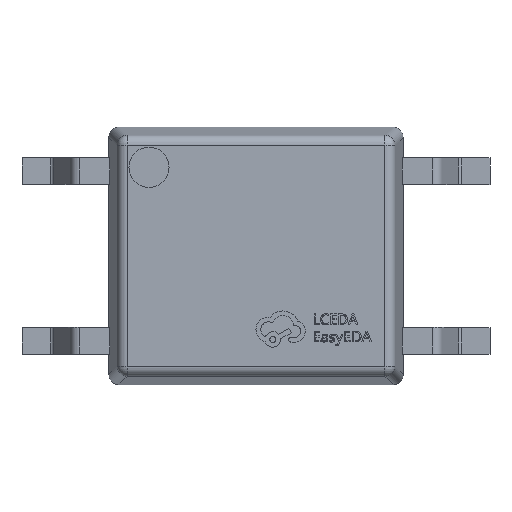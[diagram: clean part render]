
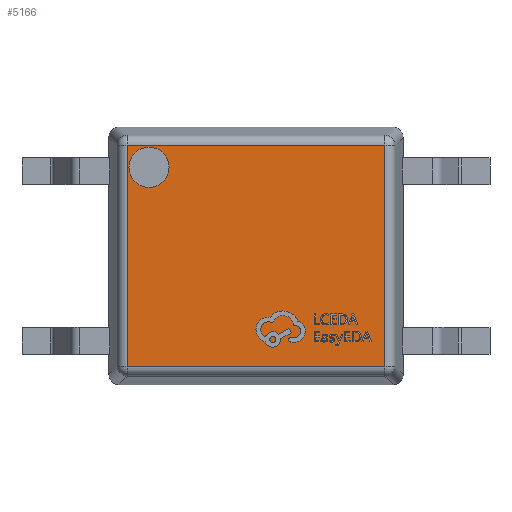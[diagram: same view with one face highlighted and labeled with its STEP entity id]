
A CAD part, top view. The second image highlights one B-rep face of the part: STEP entity #5166.
In plain terms, the highlighted planar face has unit normal (0, 0, 1).
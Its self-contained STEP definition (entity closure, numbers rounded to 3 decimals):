
#44 = CIRCLE ( 'NONE', #7669, 0.3 ) ;
#78 = AXIS2_PLACEMENT_3D ( 'NONE', #4228, #1262, #7312 ) ;
#563 = LINE ( 'NONE', #3422, #2545 ) ;
#1262 = DIRECTION ( 'NONE',  ( 0., 0., 1. ) ) ;
#1352 = CARTESIAN_POINT ( 'NONE',  ( -1.929, -1.654, 2. ) ) ;
#1795 = DIRECTION ( 'NONE',  ( 1., 0., 0. ) ) ;
#2424 = VERTEX_POINT ( 'NONE', #17273 ) ;
#2545 = VECTOR ( 'NONE', #7560, 1000. ) ;
#2777 = ORIENTED_EDGE ( 'NONE', *, *, #12637, .T. ) ;
#3351 = EDGE_CURVE ( 'NONE', #18893, #8962, #9354, .T. ) ;
#3422 = CARTESIAN_POINT ( 'NONE',  ( 1.929, 1.784, 2. ) ) ;
#4228 = CARTESIAN_POINT ( 'NONE',  ( -1.6, 1.325, 2. ) ) ;
#4640 = VECTOR ( 'NONE', #1795, 1000. ) ;
#5162 = EDGE_CURVE ( 'NONE', #8217, #9018, #15626, .T. ) ;
#5166 = ADVANCED_FACE ( 'NONE', ( #8763, #14541 ), #16179, .T. ) ;
#5763 = CARTESIAN_POINT ( 'NONE',  ( -1.3, 1.325, 2. ) ) ;
#5857 = CARTESIAN_POINT ( 'NONE',  ( -1.9, 1.325, 2. ) ) ;
#6176 = DIRECTION ( 'NONE',  ( -1., 0., 0. ) ) ;
#6224 = LINE ( 'NONE', #16072, #4640 ) ;
#6239 = EDGE_CURVE ( 'NONE', #2424, #18893, #563, .T. ) ;
#6658 = ORIENTED_EDGE ( 'NONE', *, *, #3351, .T. ) ;
#6752 = ORIENTED_EDGE ( 'NONE', *, *, #5162, .F. ) ;
#6764 = CARTESIAN_POINT ( 'NONE',  ( -1.929, 1.654, 2. ) ) ;
#7312 = DIRECTION ( 'NONE',  ( 1., 0., 0. ) ) ;
#7560 = DIRECTION ( 'NONE',  ( 0., 1., 0. ) ) ;
#7669 = AXIS2_PLACEMENT_3D ( 'NONE', #16517, #10896, #15167 ) ;
#8217 = VERTEX_POINT ( 'NONE', #5857 ) ;
#8763 = FACE_BOUND ( 'NONE', #11213, .T. ) ;
#8962 = VERTEX_POINT ( 'NONE', #6764 ) ;
#9018 = VERTEX_POINT ( 'NONE', #5763 ) ;
#9354 = LINE ( 'NONE', #14836, #18062 ) ;
#10150 = DIRECTION ( 'NONE',  ( 0., -1., 0. ) ) ;
#10433 = ORIENTED_EDGE ( 'NONE', *, *, #15004, .T. ) ;
#10896 = DIRECTION ( 'NONE',  ( 0., 0., 1. ) ) ;
#11213 = EDGE_LOOP ( 'NONE', ( #13116, #6752 ) ) ;
#11344 = VERTEX_POINT ( 'NONE', #1352 ) ;
#11976 = AXIS2_PLACEMENT_3D ( 'NONE', #13225, #14265, #18767 ) ;
#12616 = CARTESIAN_POINT ( 'NONE',  ( 1.929, 1.654, 2. ) ) ;
#12637 = EDGE_CURVE ( 'NONE', #8962, #11344, #12663, .T. ) ;
#12663 = LINE ( 'NONE', #18476, #16007 ) ;
#13116 = ORIENTED_EDGE ( 'NONE', *, *, #13633, .F. ) ;
#13225 = CARTESIAN_POINT ( 'NONE',  ( 0., 0., 2. ) ) ;
#13633 = EDGE_CURVE ( 'NONE', #9018, #8217, #44, .T. ) ;
#14265 = DIRECTION ( 'NONE',  ( 0., 0., 1. ) ) ;
#14541 = FACE_OUTER_BOUND ( 'NONE', #17027, .T. ) ;
#14700 = ORIENTED_EDGE ( 'NONE', *, *, #6239, .T. ) ;
#14836 = CARTESIAN_POINT ( 'NONE',  ( -2.059, 1.654, 2. ) ) ;
#15004 = EDGE_CURVE ( 'NONE', #11344, #2424, #6224, .T. ) ;
#15167 = DIRECTION ( 'NONE',  ( 1., 0., 0. ) ) ;
#15626 = CIRCLE ( 'NONE', #78, 0.3 ) ;
#16007 = VECTOR ( 'NONE', #10150, 1000. ) ;
#16072 = CARTESIAN_POINT ( 'NONE',  ( 2.059, -1.654, 2. ) ) ;
#16179 = PLANE ( 'NONE',  #11976 ) ;
#16517 = CARTESIAN_POINT ( 'NONE',  ( -1.6, 1.325, 2. ) ) ;
#17027 = EDGE_LOOP ( 'NONE', ( #10433, #14700, #6658, #2777 ) ) ;
#17273 = CARTESIAN_POINT ( 'NONE',  ( 1.929, -1.654, 2. ) ) ;
#18062 = VECTOR ( 'NONE', #6176, 1000. ) ;
#18476 = CARTESIAN_POINT ( 'NONE',  ( -1.929, -1.784, 2. ) ) ;
#18767 = DIRECTION ( 'NONE',  ( 1., 0., 0. ) ) ;
#18893 = VERTEX_POINT ( 'NONE', #12616 ) ;
